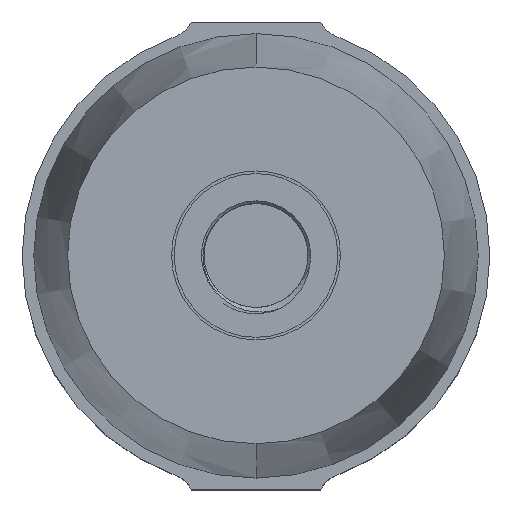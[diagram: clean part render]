
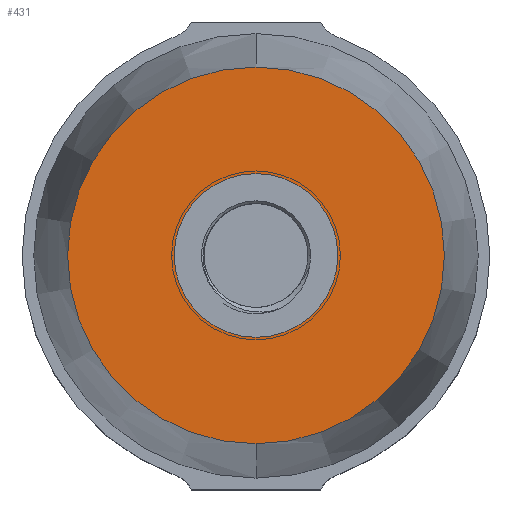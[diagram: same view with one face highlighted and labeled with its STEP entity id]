
A CAD part, top view. The second image highlights one B-rep face of the part: STEP entity #431.
In plain terms, the highlighted planar face has unit normal (0, 0, 1).
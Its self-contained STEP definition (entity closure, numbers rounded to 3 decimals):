
#80 = VERTEX_POINT ( 'NONE', #1336 ) ;
#113 = CARTESIAN_POINT ( 'NONE',  ( 6.3, 0., 25.5 ) ) ;
#431 = ADVANCED_FACE ( 'NONE', ( #2794, #1116 ), #5907, .F. ) ;
#806 = CIRCLE ( 'NONE', #1376, 14.5 ) ;
#850 = DIRECTION ( 'NONE',  ( 0., 1., 0. ) ) ;
#1053 = DIRECTION ( 'NONE',  ( 0., 0., 1. ) ) ;
#1116 = FACE_OUTER_BOUND ( 'NONE', #1390, .T. ) ;
#1336 = CARTESIAN_POINT ( 'NONE',  ( -6.3, 0., 25.5 ) ) ;
#1376 = AXIS2_PLACEMENT_3D ( 'NONE', #5416, #4056, #2815 ) ;
#1390 = EDGE_LOOP ( 'NONE', ( #6331, #7483 ) ) ;
#1634 = DIRECTION ( 'NONE',  ( -1., 0., 0. ) ) ;
#1802 = ORIENTED_EDGE ( 'NONE', *, *, #6004, .F. ) ;
#2036 = VERTEX_POINT ( 'NONE', #113 ) ;
#2138 = EDGE_CURVE ( 'NONE', #6465, #2658, #806, .T. ) ;
#2157 = DIRECTION ( 'NONE',  ( 0., -1., 0. ) ) ;
#2183 = CARTESIAN_POINT ( 'NONE',  ( 0., 0., 25.5 ) ) ;
#2497 = AXIS2_PLACEMENT_3D ( 'NONE', #4810, #1053, #2932 ) ;
#2658 = VERTEX_POINT ( 'NONE', #7614 ) ;
#2794 = FACE_BOUND ( 'NONE', #5409, .T. ) ;
#2815 = DIRECTION ( 'NONE',  ( 0., -1., 0. ) ) ;
#2932 = DIRECTION ( 'NONE',  ( -1., 0., 0. ) ) ;
#3146 = EDGE_CURVE ( 'NONE', #80, #2036, #6618, .T. ) ;
#3162 = AXIS2_PLACEMENT_3D ( 'NONE', #2183, #6504, #2157 ) ;
#3388 = CARTESIAN_POINT ( 'NONE',  ( 0., 14.5, 25.5 ) ) ;
#3421 = CIRCLE ( 'NONE', #3162, 14.5 ) ;
#3460 = AXIS2_PLACEMENT_3D ( 'NONE', #3388, #7876, #850 ) ;
#4056 = DIRECTION ( 'NONE',  ( 0., 0., 1. ) ) ;
#4158 = CARTESIAN_POINT ( 'NONE',  ( 0., 0., 25.5 ) ) ;
#4403 = CARTESIAN_POINT ( 'NONE',  ( 0., 14.5, 25.5 ) ) ;
#4716 = CIRCLE ( 'NONE', #7856, 6.3 ) ;
#4810 = CARTESIAN_POINT ( 'NONE',  ( 0., 0., 25.5 ) ) ;
#5409 = EDGE_LOOP ( 'NONE', ( #5878, #1802 ) ) ;
#5416 = CARTESIAN_POINT ( 'NONE',  ( 0., 0., 25.5 ) ) ;
#5878 = ORIENTED_EDGE ( 'NONE', *, *, #3146, .F. ) ;
#5907 = PLANE ( 'NONE',  #3460 ) ;
#5939 = EDGE_CURVE ( 'NONE', #2658, #6465, #3421, .T. ) ;
#6004 = EDGE_CURVE ( 'NONE', #2036, #80, #4716, .T. ) ;
#6331 = ORIENTED_EDGE ( 'NONE', *, *, #2138, .T. ) ;
#6465 = VERTEX_POINT ( 'NONE', #4403 ) ;
#6504 = DIRECTION ( 'NONE',  ( 0., 0., 1. ) ) ;
#6618 = CIRCLE ( 'NONE', #2497, 6.3 ) ;
#7358 = DIRECTION ( 'NONE',  ( 0., 0., 1. ) ) ;
#7483 = ORIENTED_EDGE ( 'NONE', *, *, #5939, .T. ) ;
#7614 = CARTESIAN_POINT ( 'NONE',  ( 0., -14.5, 25.5 ) ) ;
#7856 = AXIS2_PLACEMENT_3D ( 'NONE', #4158, #7358, #1634 ) ;
#7876 = DIRECTION ( 'NONE',  ( 0., 0., -1. ) ) ;
